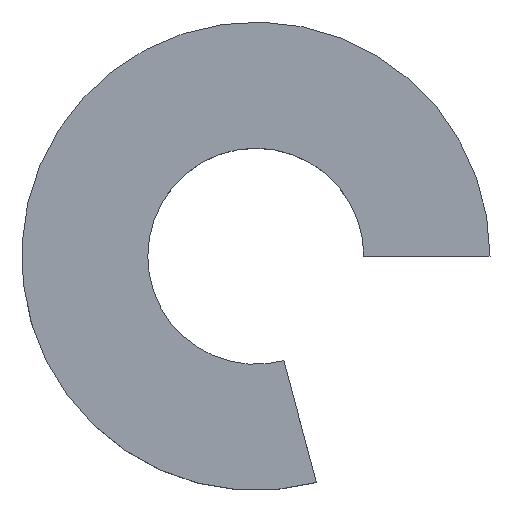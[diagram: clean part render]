
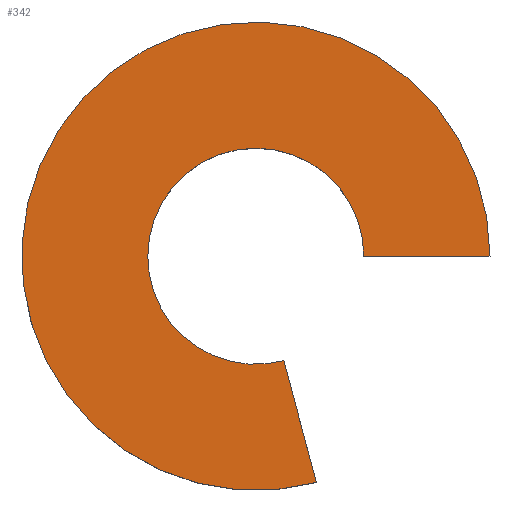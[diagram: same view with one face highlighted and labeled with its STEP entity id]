
A CAD part, top view. The second image highlights one B-rep face of the part: STEP entity #342.
In plain terms, the highlighted planar face has unit normal (0, 0, 1).
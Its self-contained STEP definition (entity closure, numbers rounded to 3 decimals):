
#24 = VERTEX_POINT('',#25);
#25 = CARTESIAN_POINT('',(0.388,-1.449,1.5));
#32 = PLANE('',#33);
#33 = AXIS2_PLACEMENT_3D('',#34,#35,#36);
#34 = CARTESIAN_POINT('',(0.,0.,0.));
#35 = DIRECTION('',(-0.966,-0.259,0.));
#36 = DIRECTION('',(0.259,-0.966,0.));
#43 = CYLINDRICAL_SURFACE('',#44,1.5);
#44 = AXIS2_PLACEMENT_3D('',#45,#46,#47);
#45 = CARTESIAN_POINT('',(0.,0.,-1.));
#46 = DIRECTION('',(0.,0.,1.));
#47 = DIRECTION('',(1.,0.,0.));
#109 = VERTEX_POINT('',#110);
#110 = CARTESIAN_POINT('',(0.841,-3.139,1.5));
#124 = CYLINDRICAL_SURFACE('',#125,3.25);
#125 = AXIS2_PLACEMENT_3D('',#126,#127,#128);
#126 = CARTESIAN_POINT('',(0.,0.,0.));
#127 = DIRECTION('',(0.,0.,1.));
#128 = DIRECTION('',(1.,0.,0.));
#136 = EDGE_CURVE('',#24,#109,#137,.T.);
#137 = SURFACE_CURVE('',#138,(#142,#149),.PCURVE_S1.);
#138 = LINE('',#139,#140);
#139 = CARTESIAN_POINT('',(0.,0.,1.5));
#140 = VECTOR('',#141,1.);
#141 = DIRECTION('',(0.259,-0.966,0.));
#142 = PCURVE('',#32,#143);
#143 = DEFINITIONAL_REPRESENTATION('',(#144),#148);
#144 = LINE('',#145,#146);
#145 = CARTESIAN_POINT('',(0.,1.5));
#146 = VECTOR('',#147,1.);
#147 = DIRECTION('',(1.,0.));
#148 = ( GEOMETRIC_REPRESENTATION_CONTEXT(2) 
PARAMETRIC_REPRESENTATION_CONTEXT() REPRESENTATION_CONTEXT('2D SPACE',''
  ) );
#149 = PCURVE('',#150,#155);
#150 = PLANE('',#151);
#151 = AXIS2_PLACEMENT_3D('',#152,#153,#154);
#152 = CARTESIAN_POINT('',(0.,0.,1.5));
#153 = DIRECTION('',(0.,0.,1.));
#154 = DIRECTION('',(1.,0.,0.));
#155 = DEFINITIONAL_REPRESENTATION('',(#156),#160);
#156 = LINE('',#157,#158);
#157 = CARTESIAN_POINT('',(0.,0.));
#158 = VECTOR('',#159,1.);
#159 = DIRECTION('',(0.259,-0.966));
#160 = ( GEOMETRIC_REPRESENTATION_CONTEXT(2) 
PARAMETRIC_REPRESENTATION_CONTEXT() REPRESENTATION_CONTEXT('2D SPACE',''
  ) );
#166 = EDGE_CURVE('',#167,#24,#169,.T.);
#167 = VERTEX_POINT('',#168);
#168 = CARTESIAN_POINT('',(-1.5,0.,1.5));
#169 = SURFACE_CURVE('',#170,(#175,#181),.PCURVE_S1.);
#170 = CIRCLE('',#171,1.5);
#171 = AXIS2_PLACEMENT_3D('',#172,#173,#174);
#172 = CARTESIAN_POINT('',(0.,0.,1.5));
#173 = DIRECTION('',(0.,0.,1.));
#174 = DIRECTION('',(1.,0.,0.));
#175 = PCURVE('',#43,#176);
#176 = DEFINITIONAL_REPRESENTATION('',(#177),#180);
#177 = B_SPLINE_CURVE_WITH_KNOTS('',1,(#178,#179),.UNSPECIFIED.,.F.,.F.,
  (2,2),(3.142,6.283),.PIECEWISE_BEZIER_KNOTS.);
#178 = CARTESIAN_POINT('',(3.142,2.5));
#179 = CARTESIAN_POINT('',(6.283,2.5));
#180 = ( GEOMETRIC_REPRESENTATION_CONTEXT(2) 
PARAMETRIC_REPRESENTATION_CONTEXT() REPRESENTATION_CONTEXT('2D SPACE',''
  ) );
#181 = PCURVE('',#150,#182);
#182 = DEFINITIONAL_REPRESENTATION('',(#183),#189);
#183 = ( BOUNDED_CURVE() B_SPLINE_CURVE(2,(#184,#185,#186,#187,#188),
.UNSPECIFIED.,.F.,.F.) B_SPLINE_CURVE_WITH_KNOTS((3,2,3),(3.142,
4.712,6.283),.PIECEWISE_BEZIER_KNOTS.) CURVE() 
GEOMETRIC_REPRESENTATION_ITEM() RATIONAL_B_SPLINE_CURVE((1.,
0.707,1.,0.707,1.)) REPRESENTATION_ITEM('') );
#184 = CARTESIAN_POINT('',(-1.5,0.));
#185 = CARTESIAN_POINT('',(-1.5,-1.5));
#186 = CARTESIAN_POINT('',(0.,-1.5));
#187 = CARTESIAN_POINT('',(1.5,-1.5));
#188 = CARTESIAN_POINT('',(1.5,0.));
#189 = ( GEOMETRIC_REPRESENTATION_CONTEXT(2) 
PARAMETRIC_REPRESENTATION_CONTEXT() REPRESENTATION_CONTEXT('2D SPACE',''
  ) );
#191 = EDGE_CURVE('',#192,#167,#194,.T.);
#192 = VERTEX_POINT('',#193);
#193 = CARTESIAN_POINT('',(1.5,0.,1.5));
#194 = SURFACE_CURVE('',#195,(#200,#206),.PCURVE_S1.);
#195 = CIRCLE('',#196,1.5);
#196 = AXIS2_PLACEMENT_3D('',#197,#198,#199);
#197 = CARTESIAN_POINT('',(0.,0.,1.5));
#198 = DIRECTION('',(0.,0.,1.));
#199 = DIRECTION('',(1.,0.,0.));
#200 = PCURVE('',#43,#201);
#201 = DEFINITIONAL_REPRESENTATION('',(#202),#205);
#202 = B_SPLINE_CURVE_WITH_KNOTS('',1,(#203,#204),.UNSPECIFIED.,.F.,.F.,
  (2,2),(0.,3.142),.PIECEWISE_BEZIER_KNOTS.);
#203 = CARTESIAN_POINT('',(0.,2.5));
#204 = CARTESIAN_POINT('',(3.142,2.5));
#205 = ( GEOMETRIC_REPRESENTATION_CONTEXT(2) 
PARAMETRIC_REPRESENTATION_CONTEXT() REPRESENTATION_CONTEXT('2D SPACE',''
  ) );
#206 = PCURVE('',#150,#207);
#207 = DEFINITIONAL_REPRESENTATION('',(#208),#214);
#208 = ( BOUNDED_CURVE() B_SPLINE_CURVE(2,(#209,#210,#211,#212,#213),
.UNSPECIFIED.,.F.,.F.) B_SPLINE_CURVE_WITH_KNOTS((3,2,3),(0.,
1.571,3.142),.PIECEWISE_BEZIER_KNOTS.) CURVE() 
GEOMETRIC_REPRESENTATION_ITEM() RATIONAL_B_SPLINE_CURVE((1.,
0.707,1.,0.707,1.)) REPRESENTATION_ITEM('') );
#209 = CARTESIAN_POINT('',(1.5,0.));
#210 = CARTESIAN_POINT('',(1.5,1.5));
#211 = CARTESIAN_POINT('',(0.,1.5));
#212 = CARTESIAN_POINT('',(-1.5,1.5));
#213 = CARTESIAN_POINT('',(-1.5,0.));
#214 = ( GEOMETRIC_REPRESENTATION_CONTEXT(2) 
PARAMETRIC_REPRESENTATION_CONTEXT() REPRESENTATION_CONTEXT('2D SPACE',''
  ) );
#232 = PLANE('',#233);
#233 = AXIS2_PLACEMENT_3D('',#234,#235,#236);
#234 = CARTESIAN_POINT('',(0.,0.,0.));
#235 = DIRECTION('',(0.,-1.,0.));
#236 = DIRECTION('',(1.,0.,0.));
#342 = ADVANCED_FACE('',(#343),#150,.T.);
#343 = FACE_BOUND('',#344,.T.);
#344 = EDGE_LOOP('',(#345,#346,#369,#391,#392));
#345 = ORIENTED_EDGE('',*,*,#191,.F.);
#346 = ORIENTED_EDGE('',*,*,#347,.T.);
#347 = EDGE_CURVE('',#192,#348,#350,.T.);
#348 = VERTEX_POINT('',#349);
#349 = CARTESIAN_POINT('',(3.25,0.,1.5));
#350 = SURFACE_CURVE('',#351,(#355,#362),.PCURVE_S1.);
#351 = LINE('',#352,#353);
#352 = CARTESIAN_POINT('',(0.,0.,1.5));
#353 = VECTOR('',#354,1.);
#354 = DIRECTION('',(1.,0.,0.));
#355 = PCURVE('',#150,#356);
#356 = DEFINITIONAL_REPRESENTATION('',(#357),#361);
#357 = LINE('',#358,#359);
#358 = CARTESIAN_POINT('',(0.,0.));
#359 = VECTOR('',#360,1.);
#360 = DIRECTION('',(1.,0.));
#361 = ( GEOMETRIC_REPRESENTATION_CONTEXT(2) 
PARAMETRIC_REPRESENTATION_CONTEXT() REPRESENTATION_CONTEXT('2D SPACE',''
  ) );
#362 = PCURVE('',#232,#363);
#363 = DEFINITIONAL_REPRESENTATION('',(#364),#368);
#364 = LINE('',#365,#366);
#365 = CARTESIAN_POINT('',(0.,1.5));
#366 = VECTOR('',#367,1.);
#367 = DIRECTION('',(1.,0.));
#368 = ( GEOMETRIC_REPRESENTATION_CONTEXT(2) 
PARAMETRIC_REPRESENTATION_CONTEXT() REPRESENTATION_CONTEXT('2D SPACE',''
  ) );
#369 = ORIENTED_EDGE('',*,*,#370,.T.);
#370 = EDGE_CURVE('',#348,#109,#371,.T.);
#371 = SURFACE_CURVE('',#372,(#377,#384),.PCURVE_S1.);
#372 = CIRCLE('',#373,3.25);
#373 = AXIS2_PLACEMENT_3D('',#374,#375,#376);
#374 = CARTESIAN_POINT('',(0.,0.,1.5));
#375 = DIRECTION('',(0.,0.,1.));
#376 = DIRECTION('',(1.,0.,0.));
#377 = PCURVE('',#150,#378);
#378 = DEFINITIONAL_REPRESENTATION('',(#379),#383);
#379 = CIRCLE('',#380,3.25);
#380 = AXIS2_PLACEMENT_2D('',#381,#382);
#381 = CARTESIAN_POINT('',(0.,0.));
#382 = DIRECTION('',(1.,0.));
#383 = ( GEOMETRIC_REPRESENTATION_CONTEXT(2) 
PARAMETRIC_REPRESENTATION_CONTEXT() REPRESENTATION_CONTEXT('2D SPACE',''
  ) );
#384 = PCURVE('',#124,#385);
#385 = DEFINITIONAL_REPRESENTATION('',(#386),#390);
#386 = LINE('',#387,#388);
#387 = CARTESIAN_POINT('',(0.,1.5));
#388 = VECTOR('',#389,1.);
#389 = DIRECTION('',(1.,0.));
#390 = ( GEOMETRIC_REPRESENTATION_CONTEXT(2) 
PARAMETRIC_REPRESENTATION_CONTEXT() REPRESENTATION_CONTEXT('2D SPACE',''
  ) );
#391 = ORIENTED_EDGE('',*,*,#136,.F.);
#392 = ORIENTED_EDGE('',*,*,#166,.F.);
